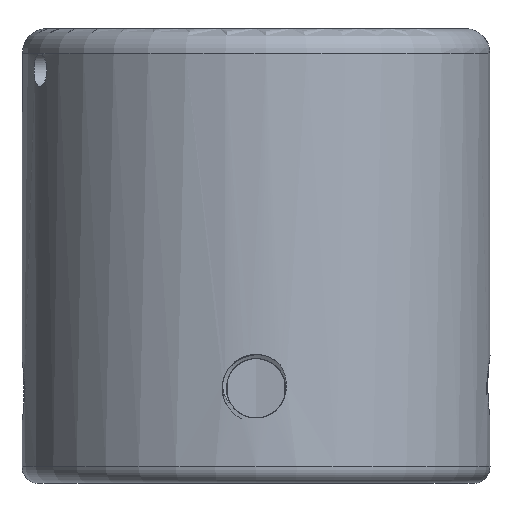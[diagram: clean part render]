
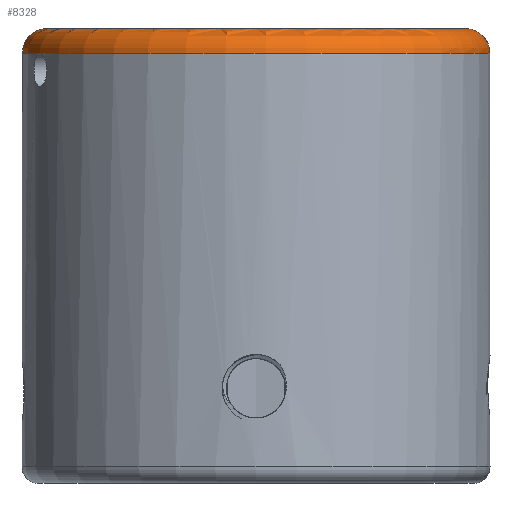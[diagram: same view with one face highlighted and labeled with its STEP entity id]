
A CAD part, left-side view. The second image highlights one B-rep face of the part: STEP entity #8328.
In plain terms, the highlighted toroidal (fillet/blend) face has major radius 25.3 mm and minor radius 3 mm.
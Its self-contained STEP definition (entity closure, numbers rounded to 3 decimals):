
#20=TOROIDAL_SURFACE('',#8705,25.3,3.);
#694=FACE_OUTER_BOUND('',#1178,.T.);
#1178=EDGE_LOOP('',(#7078,#7079,#7080,#7081,#7082,#7083));
#1353=CIRCLE('',#8645,25.3);
#1378=CIRCLE('',#8679,28.3);
#1381=CIRCLE('',#8682,28.3);
#1382=CIRCLE('',#8683,28.3);
#1939=B_SPLINE_CURVE_WITH_KNOTS('',3,(#17243,#17244,#17245,#17246,#17247,
#17248,#17249,#17250,#17251,#17252,#17253,#17254,#17255,#17256),
 .UNSPECIFIED.,.F.,.F.,(4,2,2,2,2,2,4),(0.,0.109,0.222,
0.344,0.418,0.492,0.493),
 .UNSPECIFIED.);
#1944=B_SPLINE_CURVE_WITH_KNOTS('',3,(#17302,#17303,#17304,#17305,#17306,
#17307,#17308,#17309,#17310,#17311,#17312,#17313,#17314,#17315),
 .UNSPECIFIED.,.F.,.F.,(4,2,2,2,2,2,4),(-0.001,0.,0.075,
0.149,0.271,0.384,0.493),
 .UNSPECIFIED.);
#3827=VERTEX_POINT('',#16047);
#3828=VERTEX_POINT('',#16049);
#3928=VERTEX_POINT('',#16340);
#3929=VERTEX_POINT('',#16341);
#3935=VERTEX_POINT('',#16372);
#3936=VERTEX_POINT('',#16374);
#4924=EDGE_CURVE('',#3828,#3827,#1353,.T.);
#5032=EDGE_CURVE('',#3928,#3929,#1378,.T.);
#5040=EDGE_CURVE('',#3936,#3935,#1381,.T.);
#5044=EDGE_CURVE('',#3929,#3936,#1382,.T.);
#5116=EDGE_CURVE('',#3928,#3827,#1939,.T.);
#5123=EDGE_CURVE('',#3828,#3935,#1944,.T.);
#7078=ORIENTED_EDGE('',*,*,#5032,.T.);
#7079=ORIENTED_EDGE('',*,*,#5044,.T.);
#7080=ORIENTED_EDGE('',*,*,#5040,.T.);
#7081=ORIENTED_EDGE('',*,*,#5123,.F.);
#7082=ORIENTED_EDGE('',*,*,#4924,.T.);
#7083=ORIENTED_EDGE('',*,*,#5116,.F.);
#8328=ADVANCED_FACE('',(#694),#20,.T.);
#8645=AXIS2_PLACEMENT_3D('',#16050,#9551,#9552);
#8679=AXIS2_PLACEMENT_3D('',#16342,#9691,#9692);
#8682=AXIS2_PLACEMENT_3D('',#16375,#9700,#9701);
#8683=AXIS2_PLACEMENT_3D('',#16416,#9702,#9703);
#8705=AXIS2_PLACEMENT_3D('',#17347,#9760,#9761);
#9551=DIRECTION('center_axis',(0.,0.,-1.));
#9552=DIRECTION('ref_axis',(-1.,0.,0.));
#9691=DIRECTION('center_axis',(0.,0.,1.));
#9692=DIRECTION('ref_axis',(-1.,0.,0.));
#9700=DIRECTION('center_axis',(0.,0.,1.));
#9701=DIRECTION('ref_axis',(-1.,0.,0.));
#9702=DIRECTION('center_axis',(0.,0.,1.));
#9703=DIRECTION('ref_axis',(-1.,0.,0.));
#9760=DIRECTION('center_axis',(0.,0.,-1.));
#9761=DIRECTION('ref_axis',(-1.,0.,0.));
#16047=CARTESIAN_POINT('',(-51.263,17.,55.));
#16049=CARTESIAN_POINT('',(-51.263,-17.,55.));
#16050=CARTESIAN_POINT('Origin',(-70.,0.,55.));
#16340=CARTESIAN_POINT('',(-49.978,20.,52.));
#16341=CARTESIAN_POINT('',(-80.83,26.146,52.));
#16342=CARTESIAN_POINT('Origin',(-70.,0.,52.));
#16372=CARTESIAN_POINT('',(-49.978,-20.,52.));
#16374=CARTESIAN_POINT('',(-59.17,-26.146,52.));
#16375=CARTESIAN_POINT('Origin',(-70.,0.,52.));
#16416=CARTESIAN_POINT('Origin',(-70.,0.,52.));
#17243=CARTESIAN_POINT('Ctrl Pts',(-49.978,20.,52.));
#17244=CARTESIAN_POINT('Ctrl Pts',(-49.978,20.,52.363));
#17245=CARTESIAN_POINT('Ctrl Pts',(-50.005,19.934,52.72));
#17246=CARTESIAN_POINT('Ctrl Pts',(-50.112,19.677,53.405));
#17247=CARTESIAN_POINT('Ctrl Pts',(-50.193,19.484,53.721));
#17248=CARTESIAN_POINT('Ctrl Pts',(-50.404,18.982,54.286));
#17249=CARTESIAN_POINT('Ctrl Pts',(-50.536,18.67,54.521));
#17250=CARTESIAN_POINT('Ctrl Pts',(-50.772,18.122,54.792));
#17251=CARTESIAN_POINT('Ctrl Pts',(-50.865,17.906,54.869));
#17252=CARTESIAN_POINT('Ctrl Pts',(-51.058,17.463,54.973));
#17253=CARTESIAN_POINT('Ctrl Pts',(-51.158,17.235,54.999));
#17254=CARTESIAN_POINT('Ctrl Pts',(-51.26,17.005,55.));
#17255=CARTESIAN_POINT('Ctrl Pts',(-51.261,17.003,55.));
#17256=CARTESIAN_POINT('Ctrl Pts',(-51.263,17.,55.));
#17302=CARTESIAN_POINT('Ctrl Pts',(-51.263,-17.,55.));
#17303=CARTESIAN_POINT('Ctrl Pts',(-51.261,-17.003,
55.));
#17304=CARTESIAN_POINT('Ctrl Pts',(-51.26,-17.005,
55.));
#17305=CARTESIAN_POINT('Ctrl Pts',(-51.158,-17.235,54.999));
#17306=CARTESIAN_POINT('Ctrl Pts',(-51.058,-17.463,54.973));
#17307=CARTESIAN_POINT('Ctrl Pts',(-50.865,-17.906,
54.869));
#17308=CARTESIAN_POINT('Ctrl Pts',(-50.772,-18.122,
54.792));
#17309=CARTESIAN_POINT('Ctrl Pts',(-50.536,-18.67,
54.521));
#17310=CARTESIAN_POINT('Ctrl Pts',(-50.404,-18.982,54.286));
#17311=CARTESIAN_POINT('Ctrl Pts',(-50.193,-19.484,
53.721));
#17312=CARTESIAN_POINT('Ctrl Pts',(-50.112,-19.677,
53.405));
#17313=CARTESIAN_POINT('Ctrl Pts',(-50.005,-19.934,52.72));
#17314=CARTESIAN_POINT('Ctrl Pts',(-49.978,-20.,52.363));
#17315=CARTESIAN_POINT('Ctrl Pts',(-49.978,-20.,52.));
#17347=CARTESIAN_POINT('Origin',(-70.,0.,52.));
